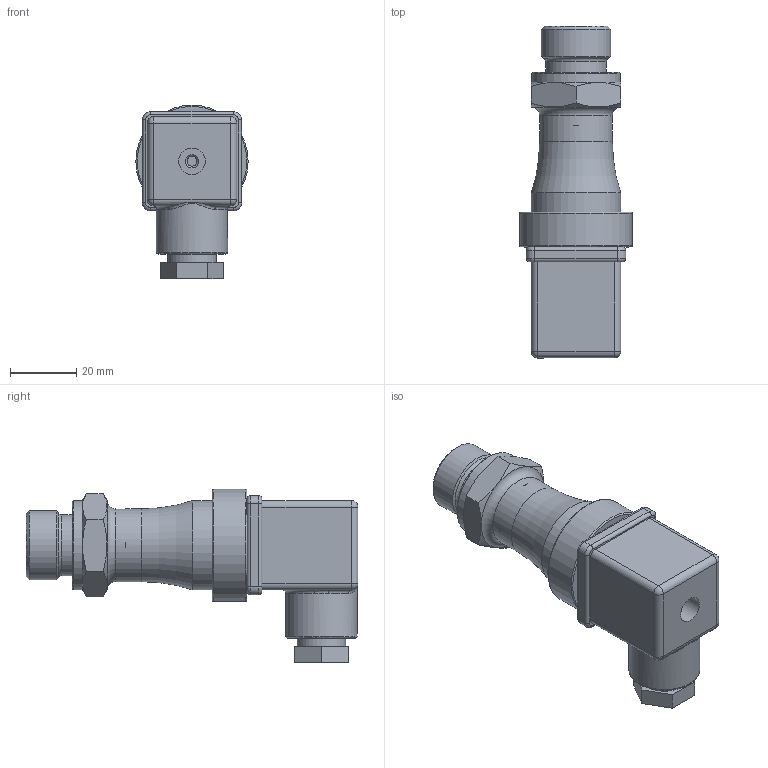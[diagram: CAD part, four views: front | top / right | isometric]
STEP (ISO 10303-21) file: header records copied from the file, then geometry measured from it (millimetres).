
FILE_DESCRIPTION(/* description */ ('Unknown'),/* implementation_level */ '2;1');
FILE_NAME(/* name */ 'PP20S-1.XXXXR.XX44.094X00.004',/* time_stamp */ '2023-06-19T08:50:38+02:00',/* author */ ('Unknown'),/* organization */ ('Baumer'),/* preprocessor_version */ 'ST-DEVELOPER v16.7',/* originating_system */ 'Solid Edge',/* authorisation */ 'Unknown');
FILE_SCHEMA (('AUTOMOTIVE_DESIGN {1 0 10303 214 3 1 1}'));
Length unit declared in the file: millimetre
Products named in the file (1): Part10
Bounding box: 33.9 x 100.2 x 52.45 mm (x, y, z)
Volume: 48262.3 mm3; surface area: 22058.6 mm2
Topology: 1 solids, 1 shells, 301 faces, 731 edges, 461 vertices
Faces by surface type: plane 179, cylinder 69, cone 23, torus 23, sphere 4, bspline 3
Full cylindrical faces by diameter (mm): 2 x1, 2.5 x4, 3 x1, 4 x1, 8 x4, 10 x1, 14.4 x1, 14.7 x1, 17 x1, 18.2 x1, 18.4 x1, 19 x1, 19.15 x1, 19.6 x1, 20 x1, 20.955 x1, 21 x1, 21.3 x1, 21.5 x1, 21.9 x1, 22 x1, 22.1 x1, 22.2 x1, 24 x1, 24.5 x1, 25.5 x1, 26.8 x2, 26.9 x1, 27 x1, 33.9 x1
Entity records: 10406 total; most frequent: CARTESIAN_POINT 1553, DIRECTION 1441, ORIENTED_EDGE 1250, EDGE_CURVE 625, AXIS2_PLACEMENT_3D 543, VERTEX_POINT 432, EDGE_LOOP 423, FACE_BOUND 423
